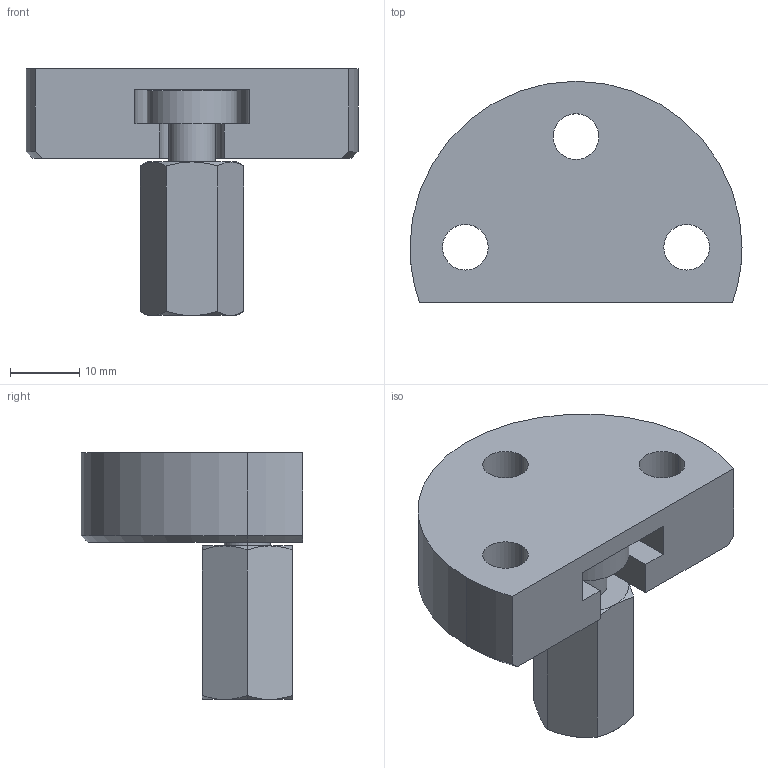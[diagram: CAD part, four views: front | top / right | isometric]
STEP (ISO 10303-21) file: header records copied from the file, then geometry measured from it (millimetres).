
FILE_DESCRIPTION(('STEP AP214'),'1');
FILE_NAME(' ',' ',('TraceParts'),('TraceParts S.A.'),'XStep 1.0',' ',' ');
FILE_SCHEMA(('automotive_design'));
Length unit declared in the file: millimetre
Products named in the file (2): 1; 2
Bounding box: 48 x 32 x 35.7 mm (x, y, z)
Volume: 15888.9 mm3; surface area: 7791.3 mm2
Topology: 2 solids, 2 shells, 71 faces, 163 edges, 101 vertices
Faces by surface type: cylinder 25, cone 23, plane 23
Entity records: 3907 total; most frequent: CARTESIAN_POINT 387, DIRECTION 354, STYLED_ITEM 335, PRESENTATION_STYLE_ASSIGNMENT 335, COLOUR_RGB 335, ORIENTED_EDGE 322, EDGE_CURVE 161, CURVE_STYLE 161
